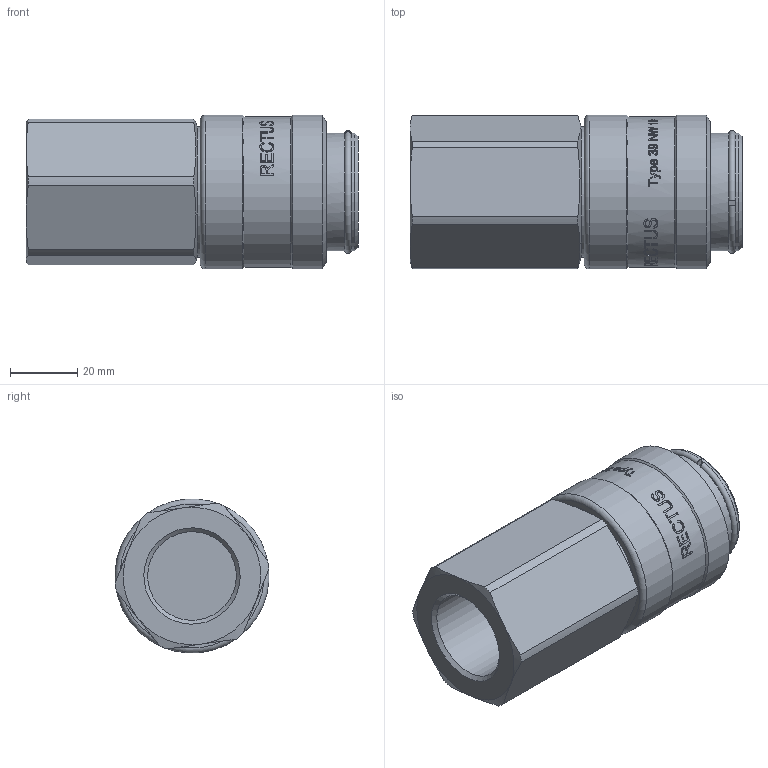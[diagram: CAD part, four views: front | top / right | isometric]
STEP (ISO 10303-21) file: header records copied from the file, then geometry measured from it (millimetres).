
FILE_DESCRIPTION((''),'2;1');
FILE_NAME('39kbiw26mpx.stp','2013-10-11T08:07:27',('IA176480'),(''),'Autodesk Inventor 2013','Autodesk Inventor 2013','');
FILE_SCHEMA(('AUTOMOTIVE_DESIGN { 1 0 10303 214 1 1 1 1 }'));
Length unit declared in the file: millimetre
Products named in the file (1): D104961
Bounding box: 99 x 45.91 x 45.91 mm (x, y, z)
Volume: 121121.4 mm3; surface area: 34919.3 mm2
Topology: 2 solids, 3 shells, 507 faces, 1325 edges, 877 vertices
Faces by surface type: bspline 228, plane 183, cylinder 68, cone 24, torus 4
Full cylindrical faces by diameter (mm): 26.441 x1, 29.993 x1, 31.5 x1, 32 x1, 32.6 x1, 35 x4, 36 x1, 38.8 x1, 39.4 x1, 41.5 x1, 45 x1, 46 x2
Entity records: 71516 total; most frequent: CARTESIAN_POINT 60493, ORIENTED_EDGE 2566, DIRECTION 1355, EDGE_CURVE 1283, VERTEX_POINT 870, B_SPLINE_CURVE_WITH_KNOTS 629, EDGE_LOOP 601, FACE_OUTER_BOUND 507
